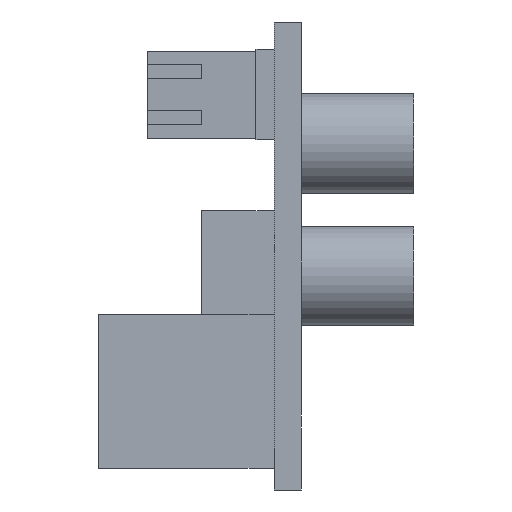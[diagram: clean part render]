
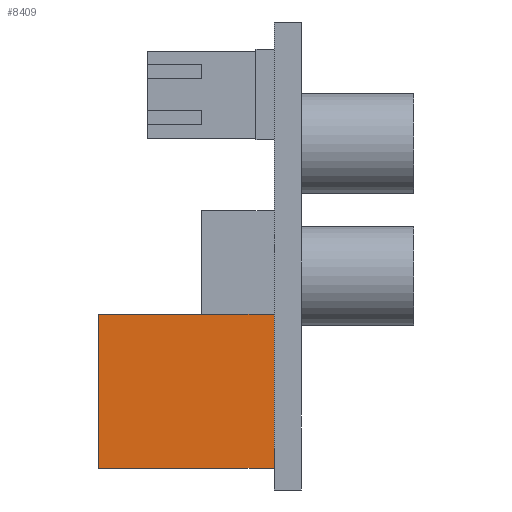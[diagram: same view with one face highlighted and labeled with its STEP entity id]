
A CAD part, left-side view. The second image highlights one B-rep face of the part: STEP entity #8409.
In plain terms, the highlighted planar face has unit normal (-1, 0, 0).
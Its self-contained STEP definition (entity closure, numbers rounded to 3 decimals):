
#84 = CARTESIAN_POINT ( 'NONE',  ( -10., 10.45, -3.2 ) ) ;
#1250 = ORIENTED_EDGE ( 'NONE', *, *, #23308, .F. ) ;
#1579 = CARTESIAN_POINT ( 'NONE',  ( -10., 0.75, -11.7 ) ) ;
#2085 = EDGE_CURVE ( 'NONE', #14271, #8858, #17162, .T. ) ;
#2639 = VERTEX_POINT ( 'NONE', #1579 ) ;
#3666 = EDGE_CURVE ( 'NONE', #2639, #5312, #31821, .T. ) ;
#3792 = CARTESIAN_POINT ( 'NONE',  ( -10., 0.75, -11.7 ) ) ;
#5312 = VERTEX_POINT ( 'NONE', #9552 ) ;
#5424 = PLANE ( 'NONE',  #16227 ) ;
#8409 = ADVANCED_FACE ( 'NONE', ( #11662 ), #5424, .F. ) ;
#8858 = VERTEX_POINT ( 'NONE', #24340 ) ;
#9036 = VECTOR ( 'NONE', #32579, 1000. ) ;
#9552 = CARTESIAN_POINT ( 'NONE',  ( -10., 0.75, -3.2 ) ) ;
#9653 = VECTOR ( 'NONE', #17650, 1000. ) ;
#9738 = VECTOR ( 'NONE', #28893, 1000. ) ;
#10480 = VECTOR ( 'NONE', #13591, 1000. ) ;
#10983 = CARTESIAN_POINT ( 'NONE',  ( -10., 10.45, -11.7 ) ) ;
#11662 = FACE_OUTER_BOUND ( 'NONE', #22139, .T. ) ;
#13350 = LINE ( 'NONE', #30023, #9036 ) ;
#13591 = DIRECTION ( 'NONE',  ( 0., 0., 1. ) ) ;
#14271 = VERTEX_POINT ( 'NONE', #17268 ) ;
#14375 = ORIENTED_EDGE ( 'NONE', *, *, #3666, .T. ) ;
#16227 = AXIS2_PLACEMENT_3D ( 'NONE', #20505, #23165, #20286 ) ;
#17138 = LINE ( 'NONE', #84, #9653 ) ;
#17162 = LINE ( 'NONE', #10983, #10480 ) ;
#17268 = CARTESIAN_POINT ( 'NONE',  ( -10., 10.45, -11.7 ) ) ;
#17650 = DIRECTION ( 'NONE',  ( 0., -1., 0. ) ) ;
#20286 = DIRECTION ( 'NONE',  ( 0., 0., -1. ) ) ;
#20505 = CARTESIAN_POINT ( 'NONE',  ( -10., 10.45, -11.7 ) ) ;
#22139 = EDGE_LOOP ( 'NONE', ( #14375, #1250, #24659, #25632 ) ) ;
#23165 = DIRECTION ( 'NONE',  ( 1., 0., 0. ) ) ;
#23308 = EDGE_CURVE ( 'NONE', #8858, #5312, #17138, .T. ) ;
#24340 = CARTESIAN_POINT ( 'NONE',  ( -10., 10.45, -3.2 ) ) ;
#24659 = ORIENTED_EDGE ( 'NONE', *, *, #2085, .F. ) ;
#25632 = ORIENTED_EDGE ( 'NONE', *, *, #30028, .T. ) ;
#28893 = DIRECTION ( 'NONE',  ( 0., 0., 1. ) ) ;
#30023 = CARTESIAN_POINT ( 'NONE',  ( -10., 10.45, -11.7 ) ) ;
#30028 = EDGE_CURVE ( 'NONE', #14271, #2639, #13350, .T. ) ;
#31821 = LINE ( 'NONE', #3792, #9738 ) ;
#32579 = DIRECTION ( 'NONE',  ( 0., -1., 0. ) ) ;
